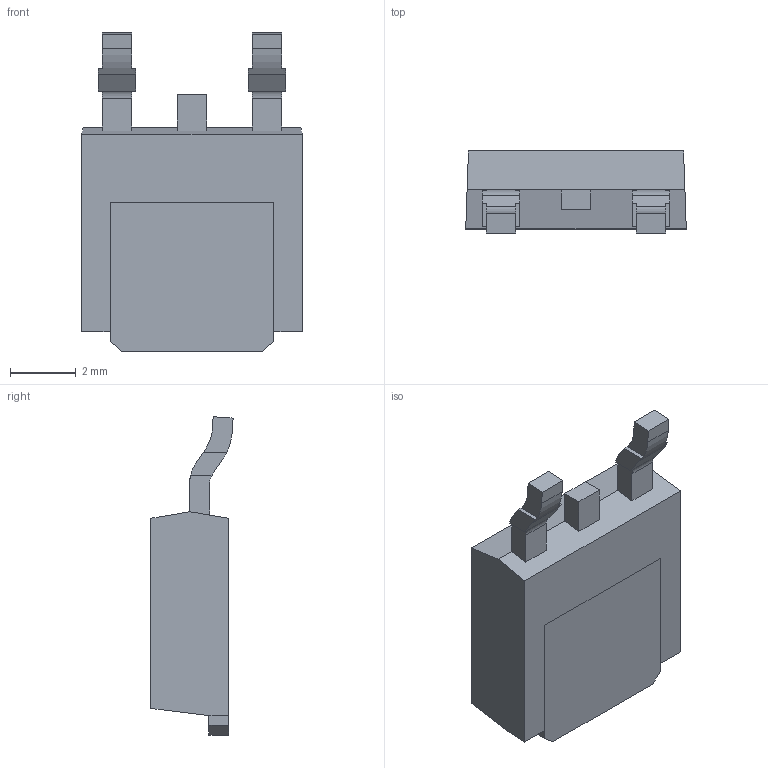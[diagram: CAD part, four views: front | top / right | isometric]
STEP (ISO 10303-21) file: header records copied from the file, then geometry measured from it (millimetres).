
FILE_DESCRIPTION (( 'STEP AP203' ), '1' );
FILE_NAME ('NCV7805BDTRKG.STEP', '2021-03-20T06:23:44', ( 'Admin' ), ( '' ), 'SwSTEP 2.0', 'SolidWorks 2018', '' );
FILE_SCHEMA (( 'CONFIG_CONTROL_DESIGN' ));
Length unit declared in the file: millimetre
Products named in the file (1): NCV7805BDTRKG
Bounding box: 6.73 x 2.51 x 9.72 mm (x, y, z)
Volume: 100.8 mm3; surface area: 228.3 mm2
Topology: 5 solids, 5 shells, 78 faces, 191 edges, 124 vertices
Faces by surface type: plane 64, cylinder 10, torus 4
Entity records: 2340 total; most frequent: CARTESIAN_POINT 394, DIRECTION 385, ORIENTED_EDGE 382, EDGE_CURVE 191, LINE 155, VECTOR 155, VERTEX_POINT 124, AXIS2_PLACEMENT_3D 115
